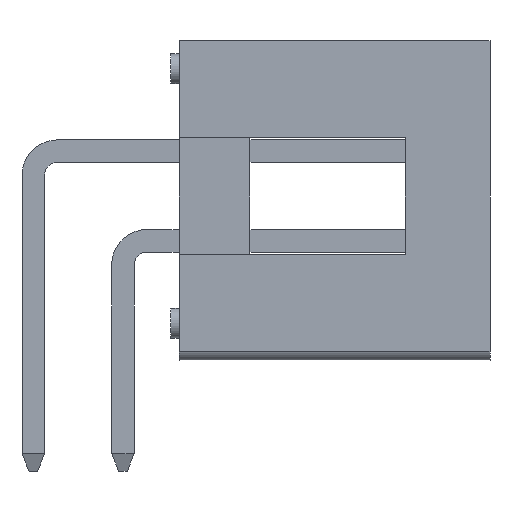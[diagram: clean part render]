
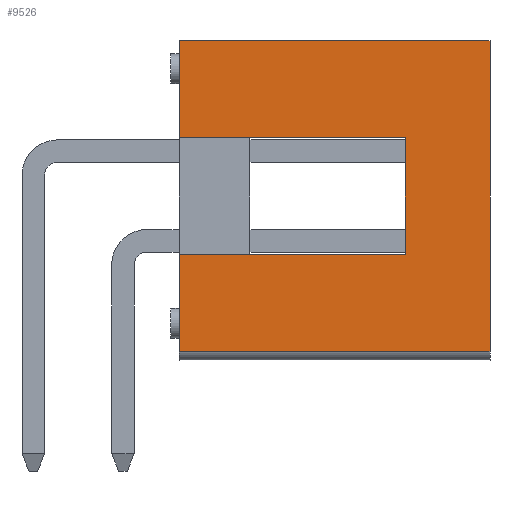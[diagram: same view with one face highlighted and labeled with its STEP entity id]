
A CAD part, front view. The second image highlights one B-rep face of the part: STEP entity #9526.
In plain terms, the highlighted face is planar.
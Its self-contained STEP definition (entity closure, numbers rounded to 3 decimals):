
#215=LINE('',#12613,#1090);
#230=LINE('',#12640,#1105);
#232=LINE('',#12644,#1107);
#236=LINE('',#12657,#1111);
#238=LINE('',#12661,#1113);
#239=LINE('',#12663,#1114);
#240=LINE('',#12664,#1115);
#241=LINE('',#12666,#1116);
#1090=VECTOR('',#10710,1000.);
#1105=VECTOR('',#10733,1000.);
#1107=VECTOR('',#10737,1000.);
#1111=VECTOR('',#10749,1000.);
#1113=VECTOR('',#10753,1000.);
#1114=VECTOR('',#10754,1000.);
#1115=VECTOR('',#10755,1000.);
#1116=VECTOR('',#10756,1000.);
#2117=ORIENTED_EDGE('',*,*,#3937,.T.);
#2118=ORIENTED_EDGE('',*,*,#3912,.F.);
#2119=ORIENTED_EDGE('',*,*,#3929,.T.);
#2120=ORIENTED_EDGE('',*,*,#3927,.T.);
#2121=ORIENTED_EDGE('',*,*,#3938,.T.);
#2122=ORIENTED_EDGE('',*,*,#3935,.F.);
#2123=ORIENTED_EDGE('',*,*,#3939,.F.);
#2124=ORIENTED_EDGE('',*,*,#3940,.T.);
#3912=EDGE_CURVE('',#4802,#4800,#215,.T.);
#3927=EDGE_CURVE('',#4811,#4810,#230,.T.);
#3929=EDGE_CURVE('',#4802,#4811,#232,.T.);
#3935=EDGE_CURVE('',#4816,#4817,#236,.T.);
#3937=EDGE_CURVE('',#4818,#4800,#238,.T.);
#3938=EDGE_CURVE('',#4810,#4817,#239,.T.);
#3939=EDGE_CURVE('',#4819,#4816,#240,.T.);
#3940=EDGE_CURVE('',#4819,#4818,#241,.T.);
#4800=VERTEX_POINT('',#12608);
#4802=VERTEX_POINT('',#12612);
#4810=VERTEX_POINT('',#12639);
#4811=VERTEX_POINT('',#12641);
#4816=VERTEX_POINT('',#12656);
#4817=VERTEX_POINT('',#12658);
#4818=VERTEX_POINT('',#12662);
#4819=VERTEX_POINT('',#12665);
#5397=EDGE_LOOP('',(#2117,#2118,#2119,#2120,#2121,#2122,#2123,#2124));
#5846=FACE_BOUND('',#5397,.T.);
#6282=PLANE('',#9956);
#9526=ADVANCED_FACE('',(#5846),#6282,.T.);
#9956=AXIS2_PLACEMENT_3D('',#12660,#10751,#10752);
#10710=DIRECTION('',(0.,0.,-1.));
#10733=DIRECTION('',(0.,0.,-1.));
#10737=DIRECTION('',(0.,1.,0.));
#10749=DIRECTION('',(0.,0.,-1.));
#10751=DIRECTION('',(1.,0.,0.));
#10752=DIRECTION('',(0.,0.,-1.));
#10753=DIRECTION('',(0.,1.,0.));
#10754=DIRECTION('',(0.,1.,0.));
#10755=DIRECTION('',(0.,1.,0.));
#10756=DIRECTION('',(0.,0.,-1.));
#12608=CARTESIAN_POINT('',(12.72,-1.65,-4.4));
#12612=CARTESIAN_POINT('',(12.72,-1.65,2.));
#12613=CARTESIAN_POINT('',(12.72,-1.65,2.));
#12639=CARTESIAN_POINT('',(12.72,1.65,-4.4));
#12640=CARTESIAN_POINT('',(12.72,1.65,2.));
#12641=CARTESIAN_POINT('',(12.72,1.65,2.));
#12644=CARTESIAN_POINT('',(12.72,-1.65,2.));
#12656=CARTESIAN_POINT('',(12.72,4.4,4.4));
#12657=CARTESIAN_POINT('',(12.72,4.4,4.4));
#12658=CARTESIAN_POINT('',(12.72,4.4,-4.4));
#12660=CARTESIAN_POINT('',(12.72,-4.4,4.4));
#12661=CARTESIAN_POINT('',(12.72,-4.4,-4.4));
#12662=CARTESIAN_POINT('',(12.72,-4.4,-4.4));
#12663=CARTESIAN_POINT('',(12.72,-4.4,-4.4));
#12664=CARTESIAN_POINT('',(12.72,-4.4,4.4));
#12665=CARTESIAN_POINT('',(12.72,-4.4,4.4));
#12666=CARTESIAN_POINT('',(12.72,-4.4,4.4));
